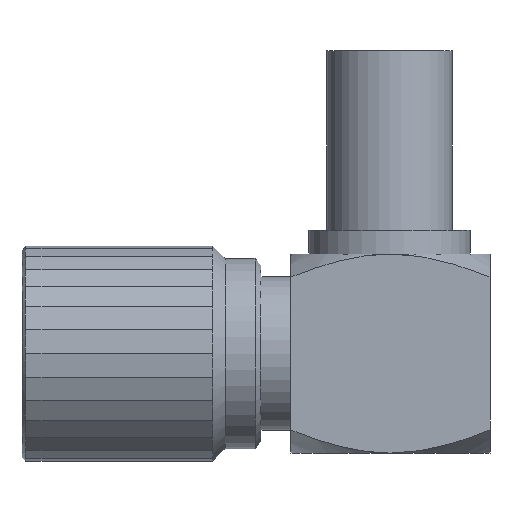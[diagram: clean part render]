
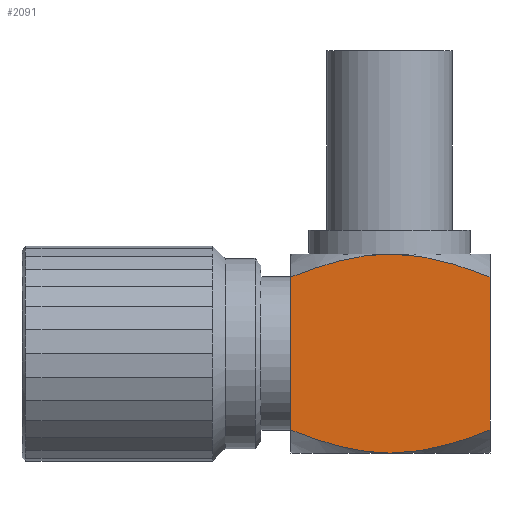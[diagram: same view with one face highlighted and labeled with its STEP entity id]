
A CAD part, front view. The second image highlights one B-rep face of the part: STEP entity #2091.
In plain terms, the highlighted planar face has unit normal (0, -1, 0).
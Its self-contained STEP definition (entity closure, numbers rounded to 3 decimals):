
#1=DIRECTION('',(0.,0.,1.));
#2=VECTOR('',#1,7.68);
#3=CARTESIAN_POINT('',(1.75,-5.,-8.74));
#4=LINE('',#3,#2);
#5=CARTESIAN_POINT('',(1.75,-5.,-1.06));
#6=CARTESIAN_POINT('',(2.097,-5.,-0.922));
#7=CARTESIAN_POINT('',(2.759,-5.,-0.675));
#8=CARTESIAN_POINT('',(3.648,-5.,-0.387));
#9=CARTESIAN_POINT('',(4.458,-5.,-0.172));
#10=CARTESIAN_POINT('',(5.228,-5.,-0.017));
#11=CARTESIAN_POINT('',(5.989,-5.,0.078));
#12=CARTESIAN_POINT('',(6.497,-5.,0.1));
#13=CARTESIAN_POINT('',(6.75,-5.,0.1));
#15=CARTESIAN_POINT('',(6.75,-5.,0.1));
#16=CARTESIAN_POINT('',(7.004,-5.,0.1));
#17=CARTESIAN_POINT('',(7.513,-5.,0.078));
#18=CARTESIAN_POINT('',(8.275,-5.,-0.018));
#19=CARTESIAN_POINT('',(9.048,-5.,-0.173));
#20=CARTESIAN_POINT('',(9.858,-5.,-0.389));
#21=CARTESIAN_POINT('',(10.745,-5.,-0.676));
#22=CARTESIAN_POINT('',(11.404,-5.,-0.923));
#23=CARTESIAN_POINT('',(11.75,-5.,-1.06));
#25=DIRECTION('',(0.,0.,-1.));
#26=VECTOR('',#25,7.68);
#27=CARTESIAN_POINT('',(11.75,-5.,-1.06));
#28=LINE('',#27,#26);
#29=CARTESIAN_POINT('',(6.75,-5.,-9.9));
#30=CARTESIAN_POINT('',(7.004,-5.,-9.9));
#31=CARTESIAN_POINT('',(7.513,-5.,-9.878));
#32=CARTESIAN_POINT('',(8.275,-5.,-9.782));
#33=CARTESIAN_POINT('',(9.048,-5.,-9.627));
#34=CARTESIAN_POINT('',(9.858,-5.,-9.411));
#35=CARTESIAN_POINT('',(10.745,-5.,-9.124));
#36=CARTESIAN_POINT('',(11.404,-5.,-8.877));
#37=CARTESIAN_POINT('',(11.75,-5.,-8.74));
#39=CARTESIAN_POINT('',(1.75,-5.,-8.74));
#40=CARTESIAN_POINT('',(2.097,-5.,-8.878));
#41=CARTESIAN_POINT('',(2.759,-5.,-9.125));
#42=CARTESIAN_POINT('',(3.648,-5.,-9.413));
#43=CARTESIAN_POINT('',(4.458,-5.,-9.628));
#44=CARTESIAN_POINT('',(5.228,-5.,-9.783));
#45=CARTESIAN_POINT('',(5.989,-5.,-9.878));
#46=CARTESIAN_POINT('',(6.497,-5.,-9.9));
#47=CARTESIAN_POINT('',(6.75,-5.,-9.9));
#1787=CARTESIAN_POINT('',(1.75,-5.,-8.74));
#1788=CARTESIAN_POINT('',(1.75,-5.,-1.06));
#1789=VERTEX_POINT('',#1787);
#1790=VERTEX_POINT('',#1788);
#1791=CARTESIAN_POINT('',(11.75,-5.,-1.06));
#1792=CARTESIAN_POINT('',(11.75,-5.,-8.74));
#1793=VERTEX_POINT('',#1791);
#1794=VERTEX_POINT('',#1792);
#1955=VERTEX_POINT('',#47);
#1956=VERTEX_POINT('',#13);
#2072=CARTESIAN_POINT('',(0.,-5.,0.));
#2073=DIRECTION('',(0.,1.,0.));
#2074=DIRECTION('',(1.,0.,0.));
#2075=AXIS2_PLACEMENT_3D('',#2072,#2073,#2074);
#2076=PLANE('',#2075);
#2078=ORIENTED_EDGE('',*,*,#2077,.T.);
#2080=ORIENTED_EDGE('',*,*,#2079,.T.);
#2082=ORIENTED_EDGE('',*,*,#2081,.T.);
#2084=ORIENTED_EDGE('',*,*,#2083,.T.);
#2086=ORIENTED_EDGE('',*,*,#2085,.F.);
#2088=ORIENTED_EDGE('',*,*,#2087,.F.);
#2089=EDGE_LOOP('',(#2078,#2080,#2082,#2084,#2086,#2088));
#2090=FACE_OUTER_BOUND('',#2089,.F.);
#14=B_SPLINE_CURVE_WITH_KNOTS('',3,(#5,#6,#7,#8,#9,#10,#11,#12,#13),
.UNSPECIFIED.,.F.,.F.,(4,1,1,1,1,1,4),(0.,0.167,0.333,
0.5,0.667,0.833,1.),.UNSPECIFIED.);
#24=B_SPLINE_CURVE_WITH_KNOTS('',3,(#15,#16,#17,#18,#19,#20,#21,#22,#23),
.UNSPECIFIED.,.F.,.F.,(4,1,1,1,1,1,4),(0.,0.167,0.333,
0.5,0.667,0.833,1.),.UNSPECIFIED.);
#38=B_SPLINE_CURVE_WITH_KNOTS('',3,(#29,#30,#31,#32,#33,#34,#35,#36,#37),
.UNSPECIFIED.,.F.,.F.,(4,1,1,1,1,1,4),(0.,0.167,0.333,
0.5,0.667,0.833,1.),.UNSPECIFIED.);
#48=B_SPLINE_CURVE_WITH_KNOTS('',3,(#39,#40,#41,#42,#43,#44,#45,#46,#47),
.UNSPECIFIED.,.F.,.F.,(4,1,1,1,1,1,4),(0.,0.167,0.333,
0.5,0.667,0.833,1.),.UNSPECIFIED.);
#2077=EDGE_CURVE('',#1789,#1790,#4,.T.);
#2079=EDGE_CURVE('',#1790,#1956,#14,.T.);
#2081=EDGE_CURVE('',#1956,#1793,#24,.T.);
#2083=EDGE_CURVE('',#1793,#1794,#28,.T.);
#2085=EDGE_CURVE('',#1955,#1794,#38,.T.);
#2087=EDGE_CURVE('',#1789,#1955,#48,.T.);
#2091=ADVANCED_FACE('',(#2090),#2076,.F.);
